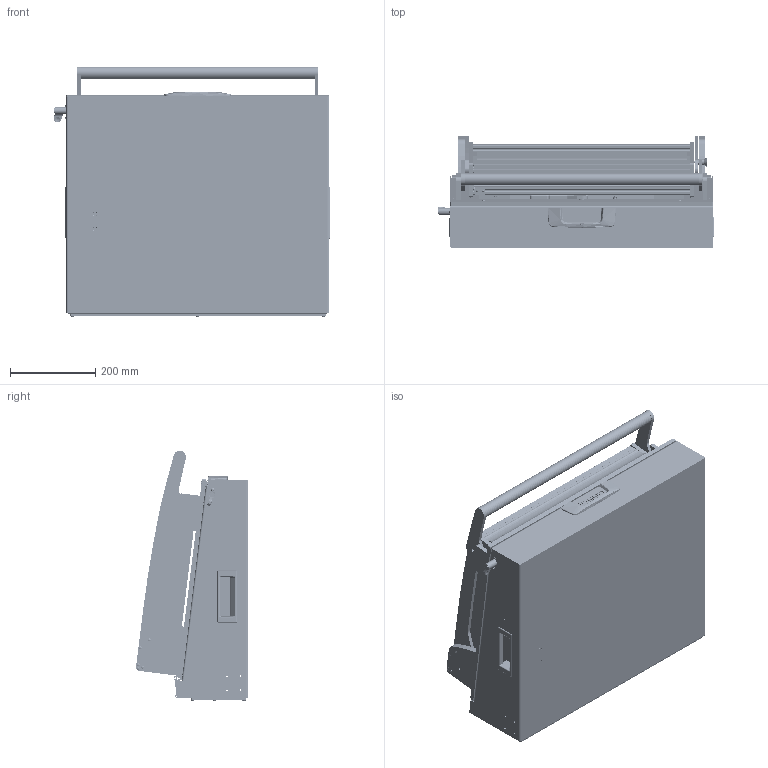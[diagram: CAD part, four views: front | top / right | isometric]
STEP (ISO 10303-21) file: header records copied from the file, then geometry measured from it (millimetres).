
FILE_DESCRIPTION (( 'STEP AP203' ), '1' );
FILE_NAME ('INGUN_42600.STEP', '2023-05-31T08:44:21', ( '' ), ( '' ), 'SwSTEP 2.0', 'SolidWorks 2021', '' );
FILE_SCHEMA (( 'CONFIG_CONTROL_DESIGN' ));
Length unit declared in the file: millimetre
Products named in the file (106): 39893~3_KUNDE<S>; 47523~0_S; 37792~1_S; 30915~0; DIN7991~n_M03,0x016 VA; K_02037~0; DIN125~n_04,3 M04,0; 31666~1_S; 21332_01~0; ISO7380~n_M03,0x005; 110705~2_S; 32333~12; 109935~0_KUNDE<S>; 8804~0; 35334~0_S; ISO7380~n_M05,0x030; 29805~4_geschlossen<S>; 3521~0_Spring Pin ISO 8752 - 3 x 16 - St; 20902~0; 31446~16_KUNDE<S>; DIN912~n_M04,0x016; 30758_02~0_S; DIN6325~n_04,0m6x016; 32587~6_S; 35651~1_S; 53734~1_KUNDE<S>; 112087~1_S; 32724~1; DIN6325~n_03,0m6x010; 32171~0_S; 21332~0_MA 2112<Standard>; 35649~1_S; 2281~0_180ø<Standard>; DIN912~n_M04,0x012; 30984~0_S; 39894~2_KUNDE<S>; DIN7991~n_M05,0x020; ISO7380~n_M04,0x020; 30758_01~0_S; 34328~1_S ...
Assembly tree (224 placements, depth 6):
  INGUN_42600
    114904~0_ohne GF<S>
      32333~12
      21332~0_MA 2112<Standard>
        21332_02~0
        21332_01~0
      20902~0
      30758~0_S  x2
        30758_01~0_S
        30758_02~0_S
        38564~0
      53032~0_S
      32171~0_S
      32462~0_S
      29805~4_geschlossen<S>
        110322~4_S
        110705~2_S
        30984~0_S
        110231~1_S
        110443~0_S
        30112~0
        ISO7380~n_M05,0x030
        ISO7380~n_M04,0x008  x2
        DIN914~n_M04,0x05
      35334~0_S
      DIN7991~n_M05,0x012  x2
      DIN7991~n_M05,0x016
      DIN985-A2~n_M05,0  x3
      8804~0
      DIN125~n_05,3 M05,0 Fase  x2
    37790~10_KUNDE<S>
      109771~2_S
        38001~13
        37968~2_S
        37971~8_S
        37972~6_S
        2281~0_180ø<Standard>  x3
          2281~0
        32341~6_S
        53031~0_S
        35649~1_S
        35651~1_S
        31253~0_S
        30955~0_S
        30915~0
        ASR~asr_拱04,2x07x拌8  x2
        2528~0  x2
        31109~0
        37973~3_S
        38827~0_S
        31666~1_S
        114566~0_S  x2
          112087~1_S
            111995~1_S
            112086~2_S
            DIN125~n_05,3 M05,0 Fase
          49317~0
          DIN912~n_M04,0x016
          DIN125~n_04,3 M04,0
          DIN125~n_06,4 M06,0 Fase
Bounding box: 647.5 x 262.15 x 587.12 mm (x, y, z)
Volume: 6317613.5 mm3; surface area: 3538830.1 mm2
Topology: 241 solids, 241 shells, 7300 faces, 18195 edges, 11663 vertices
Faces by surface type: cylinder 3174, plane 2895, cone 799, bspline 235, sphere 100, torus 97
Entity records: 173068 total; most frequent: CARTESIAN_POINT 37269, DIRECTION 26631, ORIENTED_EDGE 24360, EDGE_CURVE 12180, AXIS2_PLACEMENT_3D 10020, VERTEX_POINT 7916, VECTOR 6591, LINE 6591
